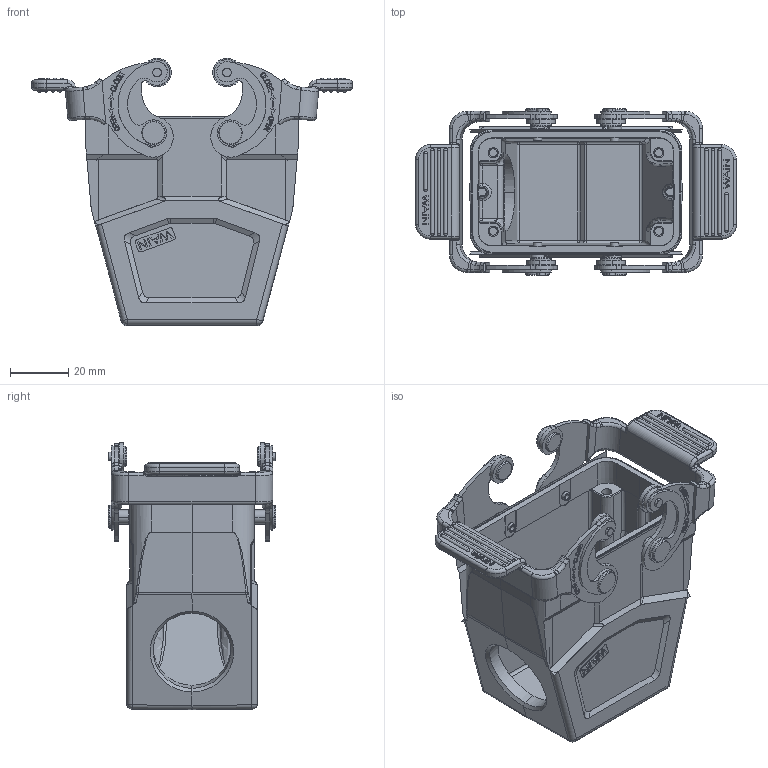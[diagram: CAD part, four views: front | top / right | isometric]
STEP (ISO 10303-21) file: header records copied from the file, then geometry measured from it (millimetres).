
FILE_DESCRIPTION((''),'2;1');
FILE_NAME('W10B-BEH','2017-10-11T',('sy.ji'),(''),'PRO/ENGINEER BY PARAMETRIC TECHNOLOGY CORPORATION, 2014310','PRO/ENGINEER BY PARAMETRIC TECHNOLOGY CORPORATION, 2014310','');
FILE_SCHEMA(('CONFIG_CONTROL_DESIGN'));
Products named in the file (1): W10B-BEH
Bounding box: 110.3 x 57.5 x 92.01 mm (x, y, z)
Volume: 77717.3 mm3; surface area: 51352 mm2
Topology: 1 solids, 4 shells, 1742 faces, 4662 edges, 3064 vertices
Faces by surface type: plane 867, cylinder 409, extrusion 182, bspline 107, torus 69, cone 56, sphere 52
Entity records: 70019 total; most frequent: CARTESIAN_POINT 19749, ORIENTED_EDGE 9217, DIRECTION 7998, EDGE_CURVE 4632, VERTEX_POINT 3064, VECTOR 2852, LINE 2670, AXIS2_PLACEMENT_3D 2573
